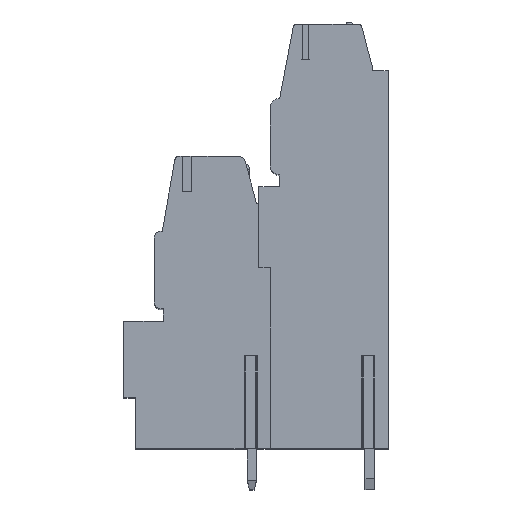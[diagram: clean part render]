
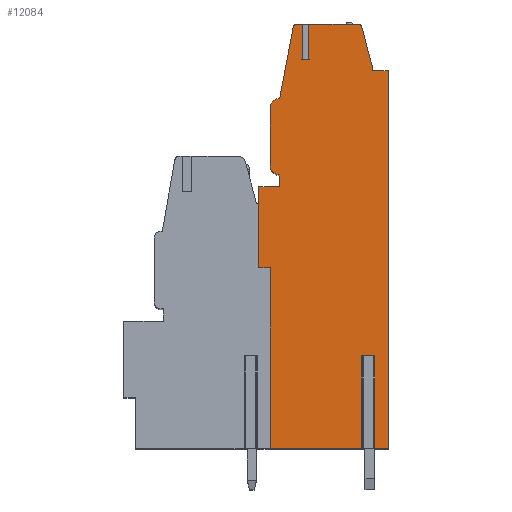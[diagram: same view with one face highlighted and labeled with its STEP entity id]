
A CAD part, top view. The second image highlights one B-rep face of the part: STEP entity #12084.
In plain terms, the highlighted planar face has unit normal (0, 0, 1).
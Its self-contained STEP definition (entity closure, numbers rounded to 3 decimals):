
#13=DIRECTION('',(0.,1.,0.));
#14=VECTOR('',#13,15.6);
#15=CARTESIAN_POINT('',(1.,-19.1,38.1));
#16=LINE('',#15,#14);
#17=DIRECTION('',(1.,0.,0.));
#18=VECTOR('',#17,1.);
#19=CARTESIAN_POINT('',(0.,-3.5,38.1));
#20=LINE('',#19,#18);
#21=DIRECTION('',(-1.,0.,0.));
#22=VECTOR('',#21,1.8);
#23=CARTESIAN_POINT('',(1.8,3.5,38.1));
#24=LINE('',#23,#22);
#25=DIRECTION('',(0.,-1.,0.));
#26=VECTOR('',#25,1.);
#27=CARTESIAN_POINT('',(1.8,4.5,38.1));
#28=LINE('',#27,#26);
#29=CARTESIAN_POINT('',(1.8,5.3,38.1));
#30=DIRECTION('',(0.,0.,1.));
#31=DIRECTION('',(-1.,0.,0.));
#32=AXIS2_PLACEMENT_3D('',#29,#30,#31);
#34=DIRECTION('',(0.,-1.,0.));
#35=VECTOR('',#34,5.);
#36=CARTESIAN_POINT('',(1.,10.3,38.1));
#37=LINE('',#36,#35);
#38=CARTESIAN_POINT('',(1.8,10.3,38.1));
#39=DIRECTION('',(0.,0.,1.));
#40=DIRECTION('',(0.,1.,0.));
#41=AXIS2_PLACEMENT_3D('',#38,#39,#40);
#43=DIRECTION('',(-0.186,-0.983,0.));
#44=VECTOR('',#43,6.265);
#45=CARTESIAN_POINT('',(2.964,17.256,38.1));
#46=LINE('',#45,#44);
#47=CARTESIAN_POINT('',(3.259,17.2,38.1));
#48=DIRECTION('',(0.,0.,1.));
#49=DIRECTION('',(0.,1.,0.));
#50=AXIS2_PLACEMENT_3D('',#47,#48,#49);
#52=DIRECTION('',(-1.,0.,0.));
#53=VECTOR('',#52,0.551);
#54=CARTESIAN_POINT('',(3.81,17.5,38.1));
#55=LINE('',#54,#53);
#56=DIRECTION('',(0.,-1.,0.));
#57=VECTOR('',#56,3.05);
#58=CARTESIAN_POINT('',(3.81,17.5,38.1));
#59=LINE('',#58,#57);
#60=DIRECTION('',(1.,0.,0.));
#61=VECTOR('',#60,0.5);
#62=CARTESIAN_POINT('',(3.81,14.45,38.1));
#63=LINE('',#62,#61);
#64=DIRECTION('',(0.,-1.,0.));
#65=VECTOR('',#64,3.05);
#66=CARTESIAN_POINT('',(4.31,17.5,38.1));
#67=LINE('',#66,#65);
#68=DIRECTION('',(-1.,0.,0.));
#69=VECTOR('',#68,4.27);
#70=CARTESIAN_POINT('',(8.58,17.5,38.1));
#71=LINE('',#70,#69);
#72=CARTESIAN_POINT('',(8.58,17.2,38.1));
#73=DIRECTION('',(0.,0.,1.));
#74=DIRECTION('',(0.965,0.261,0.));
#75=AXIS2_PLACEMENT_3D('',#72,#73,#74);
#77=DIRECTION('',(-0.261,0.965,0.));
#78=VECTOR('',#77,3.539);
#79=CARTESIAN_POINT('',(9.792,13.861,38.1));
#80=LINE('',#79,#78);
#81=DIRECTION('',(-0.035,0.999,0.));
#82=VECTOR('',#81,0.361);
#83=CARTESIAN_POINT('',(9.805,13.5,38.1));
#84=LINE('',#83,#82);
#85=DIRECTION('',(-1.,0.,0.));
#86=VECTOR('',#85,1.355);
#87=CARTESIAN_POINT('',(11.16,13.5,38.1));
#88=LINE('',#87,#86);
#89=DIRECTION('',(0.,1.,0.));
#90=VECTOR('',#89,32.6);
#91=CARTESIAN_POINT('',(11.16,-19.1,38.1));
#92=LINE('',#91,#90);
#93=DIRECTION('',(1.,0.,0.));
#94=VECTOR('',#93,1.39);
#95=CARTESIAN_POINT('',(9.77,-19.1,38.1));
#96=LINE('',#95,#94);
#97=DIRECTION('',(0.,1.,0.));
#98=VECTOR('',#97,8.);
#99=CARTESIAN_POINT('',(9.77,-19.1,38.1));
#100=LINE('',#99,#98);
#101=DIRECTION('',(-1.,0.,0.));
#102=VECTOR('',#101,0.62);
#103=CARTESIAN_POINT('',(9.77,-11.1,38.1));
#104=LINE('',#103,#102);
#105=DIRECTION('',(0.,1.,0.));
#106=VECTOR('',#105,8.);
#107=CARTESIAN_POINT('',(9.15,-19.1,38.1));
#108=LINE('',#107,#106);
#109=DIRECTION('',(1.,0.,0.));
#110=VECTOR('',#109,8.15);
#111=CARTESIAN_POINT('',(1.,-19.1,38.1));
#112=LINE('',#111,#110);
#281=DIRECTION('',(0.,-1.,0.));
#282=VECTOR('',#281,7.);
#283=CARTESIAN_POINT('',(0.,3.5,38.1));
#284=LINE('',#283,#282);
#9437=CARTESIAN_POINT('',(11.16,-19.1,38.1));
#9438=CARTESIAN_POINT('',(11.16,13.5,38.1));
#9439=VERTEX_POINT('',#9437);
#9440=VERTEX_POINT('',#9438);
#9441=CARTESIAN_POINT('',(9.805,13.5,38.1));
#9442=VERTEX_POINT('',#9441);
#9443=CARTESIAN_POINT('',(9.792,13.861,38.1));
#9444=VERTEX_POINT('',#9443);
#9445=CARTESIAN_POINT('',(8.87,17.278,38.1));
#9446=VERTEX_POINT('',#9445);
#9447=CARTESIAN_POINT('',(8.58,17.5,38.1));
#9448=VERTEX_POINT('',#9447);
#9449=CARTESIAN_POINT('',(3.259,17.5,38.1));
#9450=CARTESIAN_POINT('',(2.964,17.256,38.1));
#9451=VERTEX_POINT('',#9449);
#9452=VERTEX_POINT('',#9450);
#9453=CARTESIAN_POINT('',(1.8,11.1,38.1));
#9454=VERTEX_POINT('',#9453);
#9455=CARTESIAN_POINT('',(1.,10.3,38.1));
#9456=VERTEX_POINT('',#9455);
#9457=CARTESIAN_POINT('',(1.,5.3,38.1));
#9458=VERTEX_POINT('',#9457);
#9459=CARTESIAN_POINT('',(1.8,4.5,38.1));
#9460=VERTEX_POINT('',#9459);
#9461=CARTESIAN_POINT('',(1.8,3.5,38.1));
#9462=VERTEX_POINT('',#9461);
#9463=CARTESIAN_POINT('',(0.,3.5,38.1));
#9464=VERTEX_POINT('',#9463);
#9549=CARTESIAN_POINT('',(9.77,-11.1,38.1));
#9550=CARTESIAN_POINT('',(9.15,-11.1,38.1));
#9551=VERTEX_POINT('',#9549);
#9552=VERTEX_POINT('',#9550);
#9553=CARTESIAN_POINT('',(9.77,-19.1,38.1));
#9554=VERTEX_POINT('',#9553);
#9555=CARTESIAN_POINT('',(9.15,-19.1,38.1));
#9556=VERTEX_POINT('',#9555);
#9557=CARTESIAN_POINT('',(1.,-19.1,38.1));
#9558=VERTEX_POINT('',#9557);
#9595=CARTESIAN_POINT('',(3.81,14.45,38.1));
#9596=CARTESIAN_POINT('',(4.31,14.45,38.1));
#9597=VERTEX_POINT('',#9595);
#9598=VERTEX_POINT('',#9596);
#9599=CARTESIAN_POINT('',(3.81,17.5,38.1));
#9600=VERTEX_POINT('',#9599);
#9605=CARTESIAN_POINT('',(4.31,17.5,38.1));
#9606=VERTEX_POINT('',#9605);
#11853=CARTESIAN_POINT('',(1.,-3.5,38.1));
#11854=VERTEX_POINT('',#11853);
#11855=CARTESIAN_POINT('',(0.,-3.5,38.1));
#11856=VERTEX_POINT('',#11855);
#12027=CARTESIAN_POINT('',(0.,0.,38.1));
#12028=DIRECTION('',(0.,0.,1.));
#12029=DIRECTION('',(1.,0.,0.));
#12030=AXIS2_PLACEMENT_3D('',#12027,#12028,#12029);
#12031=PLANE('',#12030);
#12033=ORIENTED_EDGE('',*,*,#12032,.T.);
#12035=ORIENTED_EDGE('',*,*,#12034,.F.);
#12037=ORIENTED_EDGE('',*,*,#12036,.F.);
#12039=ORIENTED_EDGE('',*,*,#12038,.F.);
#12041=ORIENTED_EDGE('',*,*,#12040,.F.);
#12043=ORIENTED_EDGE('',*,*,#12042,.F.);
#12045=ORIENTED_EDGE('',*,*,#12044,.F.);
#12047=ORIENTED_EDGE('',*,*,#12046,.F.);
#12049=ORIENTED_EDGE('',*,*,#12048,.F.);
#12051=ORIENTED_EDGE('',*,*,#12050,.F.);
#12053=ORIENTED_EDGE('',*,*,#12052,.F.);
#12055=ORIENTED_EDGE('',*,*,#12054,.T.);
#12057=ORIENTED_EDGE('',*,*,#12056,.T.);
#12059=ORIENTED_EDGE('',*,*,#12058,.F.);
#12061=ORIENTED_EDGE('',*,*,#12060,.F.);
#12063=ORIENTED_EDGE('',*,*,#12062,.F.);
#12065=ORIENTED_EDGE('',*,*,#12064,.F.);
#12067=ORIENTED_EDGE('',*,*,#12066,.F.);
#12069=ORIENTED_EDGE('',*,*,#12068,.F.);
#12071=ORIENTED_EDGE('',*,*,#12070,.F.);
#12073=ORIENTED_EDGE('',*,*,#12072,.F.);
#12075=ORIENTED_EDGE('',*,*,#12074,.T.);
#12077=ORIENTED_EDGE('',*,*,#12076,.T.);
#12079=ORIENTED_EDGE('',*,*,#12078,.F.);
#12081=ORIENTED_EDGE('',*,*,#12080,.F.);
#12082=EDGE_LOOP('',(#12033,#12035,#12037,#12039,#12041,#12043,#12045,#12047,
#12049,#12051,#12053,#12055,#12057,#12059,#12061,#12063,#12065,#12067,#12069,
#12071,#12073,#12075,#12077,#12079,#12081));
#12083=FACE_OUTER_BOUND('',#12082,.F.);
#33=CIRCLE('',#32,0.8);
#42=CIRCLE('',#41,0.8);
#51=CIRCLE('',#50,0.3);
#76=CIRCLE('',#75,0.3);
#12032=EDGE_CURVE('',#9558,#11854,#16,.T.);
#12034=EDGE_CURVE('',#11856,#11854,#20,.T.);
#12036=EDGE_CURVE('',#9464,#11856,#284,.T.);
#12038=EDGE_CURVE('',#9462,#9464,#24,.T.);
#12040=EDGE_CURVE('',#9460,#9462,#28,.T.);
#12042=EDGE_CURVE('',#9458,#9460,#33,.T.);
#12044=EDGE_CURVE('',#9456,#9458,#37,.T.);
#12046=EDGE_CURVE('',#9454,#9456,#42,.T.);
#12048=EDGE_CURVE('',#9452,#9454,#46,.T.);
#12050=EDGE_CURVE('',#9451,#9452,#51,.T.);
#12052=EDGE_CURVE('',#9600,#9451,#55,.T.);
#12054=EDGE_CURVE('',#9600,#9597,#59,.T.);
#12056=EDGE_CURVE('',#9597,#9598,#63,.T.);
#12058=EDGE_CURVE('',#9606,#9598,#67,.T.);
#12060=EDGE_CURVE('',#9448,#9606,#71,.T.);
#12062=EDGE_CURVE('',#9446,#9448,#76,.T.);
#12064=EDGE_CURVE('',#9444,#9446,#80,.T.);
#12066=EDGE_CURVE('',#9442,#9444,#84,.T.);
#12068=EDGE_CURVE('',#9440,#9442,#88,.T.);
#12070=EDGE_CURVE('',#9439,#9440,#92,.T.);
#12072=EDGE_CURVE('',#9554,#9439,#96,.T.);
#12074=EDGE_CURVE('',#9554,#9551,#100,.T.);
#12076=EDGE_CURVE('',#9551,#9552,#104,.T.);
#12078=EDGE_CURVE('',#9556,#9552,#108,.T.);
#12080=EDGE_CURVE('',#9558,#9556,#112,.T.);
#12084=ADVANCED_FACE('',(#12083),#12031,.T.);
